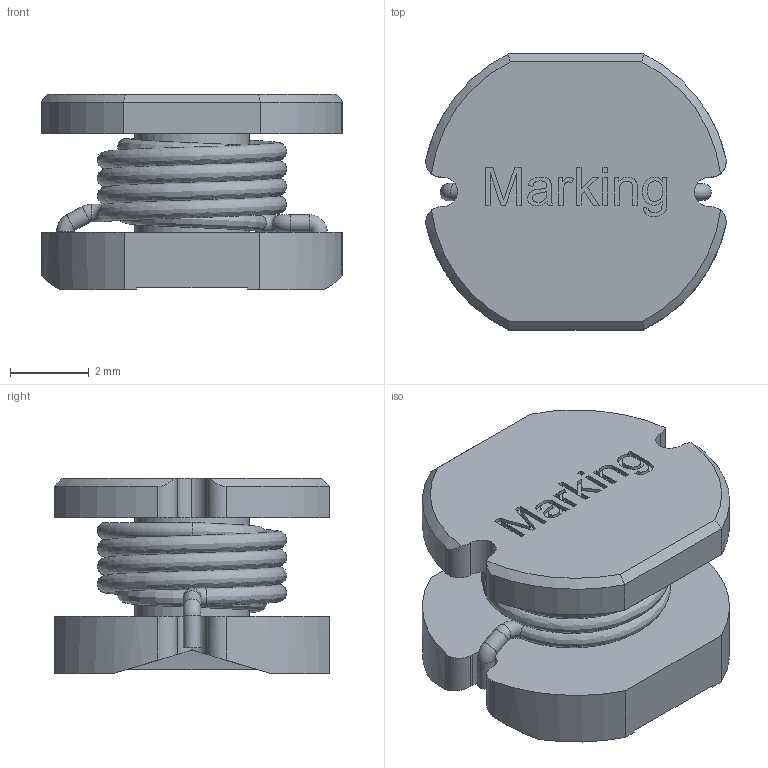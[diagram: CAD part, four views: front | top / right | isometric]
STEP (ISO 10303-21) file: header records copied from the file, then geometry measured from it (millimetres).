
FILE_DESCRIPTION(/* description */ ('Unknown'),/* implementation_level */ '2;1');
FILE_NAME(/* name */ 'L_Wurth_WE-PD2_7850',/* time_stamp */ '2022-03-08T11:32:14+08:00',/* author */ ('Unknown'),/* organization */ ('Unknown'),/* preprocessor_version */ 'ST-DEVELOPER v16.7',/* originating_system */ 'Solid Edge',/* authorisation */ 'Unknown');
FILE_SCHEMA (('AUTOMOTIVE_DESIGN {1 0 10303 214 3 1 1}'));
Length unit declared in the file: millimetre
Products named in the file (2): L_Wurth_WE-PD2_7850
Assembly tree (1 placements, depth 2):
  L_Wurth_WE-PD2_7850
    L_Wurth_WE-PD2_7850
Bounding box: 7.63 x 7 x 4.95 mm (x, y, z)
Volume: 134.1 mm3; surface area: 396.9 mm2
Topology: 1 solids, 1 shells, 159 faces, 419 edges, 274 vertices
Faces by surface type: plane 97, cylinder 36, bspline 15, torus 7, cone 4
Full cylindrical faces by diameter (mm): 0.427 x2, 0.443 x2, 2.9 x1
Entity records: 7244 total; most frequent: CARTESIAN_POINT 2271, ORIENTED_EDGE 802, DIRECTION 742, EDGE_CURVE 401, LINE 274, VECTOR 274, VERTEX_POINT 271, AXIS2_PLACEMENT_3D 234
